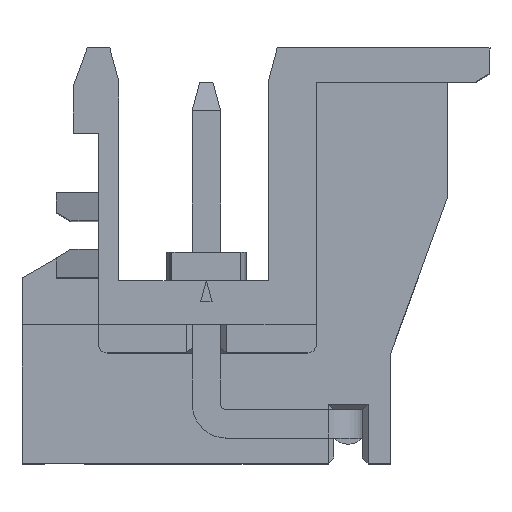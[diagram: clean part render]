
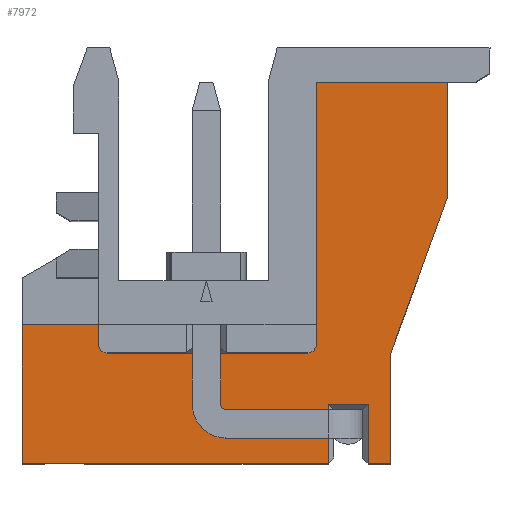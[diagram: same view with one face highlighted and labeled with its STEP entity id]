
A CAD part, top view. The second image highlights one B-rep face of the part: STEP entity #7972.
In plain terms, the highlighted planar face has unit normal (0, 0, 1).
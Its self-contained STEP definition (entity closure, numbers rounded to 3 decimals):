
#4344=CARTESIAN_POINT('',(-3.5,2.5,7.));
#4345=VERTEX_POINT('',#4344);
#4352=CARTESIAN_POINT('',(3.57,2.5,7.));
#4353=VERTEX_POINT('',#4352);
#4354=CARTESIAN_POINT('',(-3.5,2.5,7.));
#4355=DIRECTION('',(1.0,0.0,0.0));
#4356=VECTOR('',#4355,7.07);
#4357=LINE('',#4354,#4356);
#4358=EDGE_CURVE('',#4345,#4353,#4357,.T.);
#6048=CARTESIAN_POINT('',(8.5,12.05,7.));
#6049=VERTEX_POINT('',#6048);
#6056=CARTESIAN_POINT('',(8.5,7.995,7.));
#6057=VERTEX_POINT('',#6056);
#6058=CARTESIAN_POINT('',(8.5,7.995,7.));
#6059=DIRECTION('',(0.,1.0,0.0));
#6060=VECTOR('',#6059,4.055);
#6061=LINE('',#6058,#6060);
#6062=EDGE_CURVE('',#6057,#6049,#6061,.T.);
#6079=CARTESIAN_POINT('',(6.5,2.5,7.));
#6080=VERTEX_POINT('',#6079);
#6081=CARTESIAN_POINT('',(6.5,2.5,7.));
#6082=DIRECTION('',(0.342,0.94,0.));
#6083=VECTOR('',#6082,5.848);
#6084=LINE('',#6081,#6083);
#6085=EDGE_CURVE('',#6080,#6057,#6084,.T.);
#6109=CARTESIAN_POINT('',(3.87,12.05,7.));
#6110=VERTEX_POINT('',#6109);
#6117=CARTESIAN_POINT('',(3.87,12.05,7.));
#6118=DIRECTION('',(1.0,0.0,0.0));
#6119=VECTOR('',#6118,4.63);
#6120=LINE('',#6117,#6119);
#6121=EDGE_CURVE('',#6110,#6049,#6120,.T.);
#6496=CARTESIAN_POINT('',(3.87,2.8,7.));
#6497=VERTEX_POINT('',#6496);
#6498=CARTESIAN_POINT('',(3.87,12.05,7.));
#6499=DIRECTION('',(0.0,-1.0,0.0));
#6500=VECTOR('',#6499,9.25);
#6501=LINE('',#6498,#6500);
#6502=EDGE_CURVE('',#6110,#6497,#6501,.T.);
#7746=CARTESIAN_POINT('',(3.57,2.8,7.));
#7747=DIRECTION('',(0.0,0.0,-1.0));
#7748=DIRECTION('',(0.0,-1.0,0.0));
#7749=AXIS2_PLACEMENT_3D('',#7746,#7747,#7748);
#7750=CIRCLE('',#7749,0.3);
#7751=EDGE_CURVE('',#6497,#4353,#7750,.T.);
#7880=CARTESIAN_POINT('',(9.25,12.722,7.));
#7881=DIRECTION('',(0.0,0.0,-1.0));
#7882=DIRECTION('',(0.0,-1.0,0.0));
#7883=AXIS2_PLACEMENT_3D('',#7880,#7881,#7882);
#7884=PLANE('',#7883);
#7885=CARTESIAN_POINT('',(6.5,-1.4,7.));
#7886=VERTEX_POINT('',#7885);
#7887=CARTESIAN_POINT('',(6.5,-1.4,7.));
#7888=DIRECTION('',(0.,1.0,0.0));
#7889=VECTOR('',#7888,3.9);
#7890=LINE('',#7887,#7889);
#7891=EDGE_CURVE('',#7886,#6080,#7890,.T.);
#7892=ORIENTED_EDGE('',*,*,#7891,.T.);
#7893=ORIENTED_EDGE('',*,*,#6085,.T.);
#7894=ORIENTED_EDGE('',*,*,#6062,.T.);
#7895=ORIENTED_EDGE('',*,*,#6121,.F.);
#7896=ORIENTED_EDGE('',*,*,#6502,.T.);
#7897=ORIENTED_EDGE('',*,*,#7751,.T.);
#7898=ORIENTED_EDGE('',*,*,#4358,.F.);
#7899=CARTESIAN_POINT('',(-3.8,2.8,7.));
#7900=VERTEX_POINT('',#7899);
#7901=CARTESIAN_POINT('',(-3.5,2.8,7.));
#7902=DIRECTION('',(0.0,0.0,-1.0));
#7903=DIRECTION('',(0.0,-1.0,0.0));
#7904=AXIS2_PLACEMENT_3D('',#7901,#7902,#7903);
#7905=CIRCLE('',#7904,0.3);
#7906=EDGE_CURVE('',#4345,#7900,#7905,.T.);
#7907=ORIENTED_EDGE('',*,*,#7906,.T.);
#7908=CARTESIAN_POINT('',(-3.8,3.5,7.));
#7909=VERTEX_POINT('',#7908);
#7910=CARTESIAN_POINT('',(-3.8,3.5,7.));
#7911=DIRECTION('',(0.0,-1.0,0.0));
#7912=VECTOR('',#7911,0.7);
#7913=LINE('',#7910,#7912);
#7914=EDGE_CURVE('',#7909,#7900,#7913,.T.);
#7915=ORIENTED_EDGE('',*,*,#7914,.F.);
#7916=CARTESIAN_POINT('',(-6.5,3.5,7.));
#7917=VERTEX_POINT('',#7916);
#7918=CARTESIAN_POINT('',(-3.8,3.5,7.));
#7919=DIRECTION('',(-1.0,0.0,0.0));
#7920=VECTOR('',#7919,2.7);
#7921=LINE('',#7918,#7920);
#7922=EDGE_CURVE('',#7909,#7917,#7921,.T.);
#7923=ORIENTED_EDGE('',*,*,#7922,.T.);
#7924=CARTESIAN_POINT('',(-6.5,-1.4,7.));
#7925=VERTEX_POINT('',#7924);
#7926=CARTESIAN_POINT('',(-6.5,-1.4,7.));
#7927=DIRECTION('',(0.,1.0,0.0));
#7928=VECTOR('',#7927,4.9);
#7929=LINE('',#7926,#7928);
#7930=EDGE_CURVE('',#7925,#7917,#7929,.T.);
#7931=ORIENTED_EDGE('',*,*,#7930,.F.);
#7932=CARTESIAN_POINT('',(4.3,-1.4,7.));
#7933=VERTEX_POINT('',#7932);
#7934=CARTESIAN_POINT('',(-6.5,-1.4,7.));
#7935=DIRECTION('',(1.0,0.0,0.0));
#7936=VECTOR('',#7935,10.8);
#7937=LINE('',#7934,#7936);
#7938=EDGE_CURVE('',#7925,#7933,#7937,.T.);
#7939=ORIENTED_EDGE('',*,*,#7938,.T.);
#7940=CARTESIAN_POINT('',(4.3,0.7,7.));
#7941=VERTEX_POINT('',#7940);
#7942=CARTESIAN_POINT('',(4.3,0.7,7.));
#7943=DIRECTION('',(0.0,-1.0,0.0));
#7944=VECTOR('',#7943,2.1);
#7945=LINE('',#7942,#7944);
#7946=EDGE_CURVE('',#7941,#7933,#7945,.T.);
#7947=ORIENTED_EDGE('',*,*,#7946,.F.);
#7948=CARTESIAN_POINT('',(5.7,0.7,7.));
#7949=VERTEX_POINT('',#7948);
#7950=CARTESIAN_POINT('',(4.3,0.7,7.));
#7951=DIRECTION('',(1.0,0.,0.));
#7952=VECTOR('',#7951,1.4);
#7953=LINE('',#7950,#7952);
#7954=EDGE_CURVE('',#7941,#7949,#7953,.T.);
#7955=ORIENTED_EDGE('',*,*,#7954,.T.);
#7956=CARTESIAN_POINT('',(5.7,-1.4,7.));
#7957=VERTEX_POINT('',#7956);
#7958=CARTESIAN_POINT('',(5.7,0.7,7.));
#7959=DIRECTION('',(0.0,-1.0,0.0));
#7960=VECTOR('',#7959,2.1);
#7961=LINE('',#7958,#7960);
#7962=EDGE_CURVE('',#7949,#7957,#7961,.T.);
#7963=ORIENTED_EDGE('',*,*,#7962,.T.);
#7964=CARTESIAN_POINT('',(5.7,-1.4,7.));
#7965=DIRECTION('',(1.0,0.0,0.0));
#7966=VECTOR('',#7965,0.8);
#7967=LINE('',#7964,#7966);
#7968=EDGE_CURVE('',#7957,#7886,#7967,.T.);
#7969=ORIENTED_EDGE('',*,*,#7968,.T.);
#7970=EDGE_LOOP('',(#7892,#7893,#7894,#7895,#7896,#7897,#7898,#7907,#7915,#7923,#7931,#7939,#7947,#7955,#7963,#7969));
#7971=FACE_OUTER_BOUND('',#7970,.T.);
#7972=ADVANCED_FACE('',(#7971),#7884,.F.);
